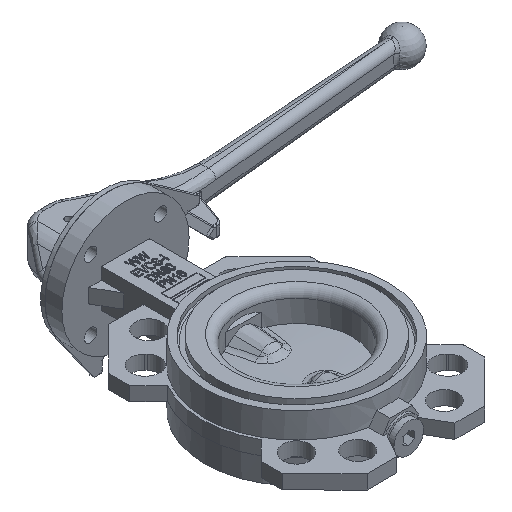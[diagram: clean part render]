
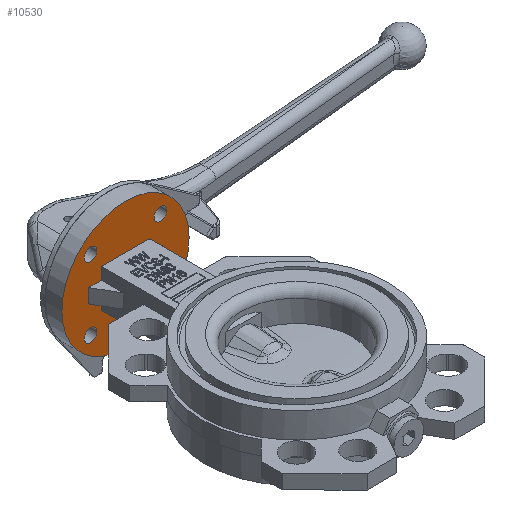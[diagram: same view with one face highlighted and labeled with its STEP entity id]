
A CAD part, isometric view. The second image highlights one B-rep face of the part: STEP entity #10530.
In plain terms, the highlighted planar face has unit normal (0, -1, 0).
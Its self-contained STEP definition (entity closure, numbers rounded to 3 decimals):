
#164=FACE_BOUND('',#1866,.T.);
#165=FACE_BOUND('',#1867,.T.);
#166=FACE_BOUND('',#1868,.T.);
#167=FACE_BOUND('',#1869,.T.);
#168=FACE_BOUND('',#1870,.T.);
#358=PLANE('',#11404);
#1235=FACE_OUTER_BOUND('',#1865,.T.);
#1865=EDGE_LOOP('',(#8300));
#1866=EDGE_LOOP('',(#8301,#8302,#8303,#8304,#8305,#8306,#8307,#8308,#8309,
#8310,#8311,#8312));
#1867=EDGE_LOOP('',(#8313));
#1868=EDGE_LOOP('',(#8314));
#1869=EDGE_LOOP('',(#8315));
#1870=EDGE_LOOP('',(#8316));
#2494=LINE('',#18887,#3366);
#2679=LINE('',#20280,#3551);
#2681=LINE('',#20285,#3553);
#2682=LINE('',#20287,#3554);
#2683=LINE('',#20288,#3555);
#2684=LINE('',#20290,#3556);
#2685=LINE('',#20292,#3557);
#2686=LINE('',#20294,#3558);
#2687=LINE('',#20296,#3559);
#2688=LINE('',#20297,#3560);
#2689=LINE('',#20299,#3561);
#2690=LINE('',#20300,#3562);
#3366=VECTOR('',#12940,1000.);
#3551=VECTOR('',#13191,1000.);
#3553=VECTOR('',#13195,1000.);
#3554=VECTOR('',#13196,1000.);
#3555=VECTOR('',#13197,1000.);
#3556=VECTOR('',#13198,1000.);
#3557=VECTOR('',#13199,1000.);
#3558=VECTOR('',#13200,1000.);
#3559=VECTOR('',#13201,1000.);
#3560=VECTOR('',#13202,1000.);
#3561=VECTOR('',#13203,1000.);
#3562=VECTOR('',#13204,1000.);
#4196=CIRCLE('',#11291,4.5);
#4198=CIRCLE('',#11294,4.5);
#4200=CIRCLE('',#11297,4.5);
#4202=CIRCLE('',#11300,4.5);
#4205=CIRCLE('',#11304,45.);
#4676=VERTEX_POINT('',#18636);
#4678=VERTEX_POINT('',#18642);
#4680=VERTEX_POINT('',#18648);
#4682=VERTEX_POINT('',#18654);
#4685=VERTEX_POINT('',#18662);
#4748=VERTEX_POINT('',#18884);
#4749=VERTEX_POINT('',#18886);
#4984=VERTEX_POINT('',#20277);
#4985=VERTEX_POINT('',#20279);
#4986=VERTEX_POINT('',#20283);
#4987=VERTEX_POINT('',#20284);
#4988=VERTEX_POINT('',#20286);
#4989=VERTEX_POINT('',#20289);
#4990=VERTEX_POINT('',#20291);
#4991=VERTEX_POINT('',#20293);
#4992=VERTEX_POINT('',#20295);
#4993=VERTEX_POINT('',#20298);
#5847=EDGE_CURVE('',#4676,#4676,#4196,.T.);
#5850=EDGE_CURVE('',#4678,#4678,#4198,.T.);
#5853=EDGE_CURVE('',#4680,#4680,#4200,.T.);
#5856=EDGE_CURVE('',#4682,#4682,#4202,.T.);
#5861=EDGE_CURVE('',#4685,#4685,#4205,.T.);
#5952=EDGE_CURVE('',#4748,#4749,#2494,.T.);
#6213=EDGE_CURVE('',#4984,#4985,#2679,.T.);
#6215=EDGE_CURVE('',#4986,#4987,#2681,.T.);
#6216=EDGE_CURVE('',#4988,#4986,#2682,.T.);
#6217=EDGE_CURVE('',#4749,#4988,#2683,.T.);
#6218=EDGE_CURVE('',#4748,#4989,#2684,.T.);
#6219=EDGE_CURVE('',#4990,#4989,#2685,.T.);
#6220=EDGE_CURVE('',#4990,#4991,#2686,.T.);
#6221=EDGE_CURVE('',#4991,#4992,#2687,.T.);
#6222=EDGE_CURVE('',#4992,#4985,#2688,.T.);
#6223=EDGE_CURVE('',#4993,#4984,#2689,.T.);
#6224=EDGE_CURVE('',#4993,#4987,#2690,.T.);
#8300=ORIENTED_EDGE('',*,*,#5861,.F.);
#8301=ORIENTED_EDGE('',*,*,#6215,.F.);
#8302=ORIENTED_EDGE('',*,*,#6216,.F.);
#8303=ORIENTED_EDGE('',*,*,#6217,.F.);
#8304=ORIENTED_EDGE('',*,*,#5952,.F.);
#8305=ORIENTED_EDGE('',*,*,#6218,.T.);
#8306=ORIENTED_EDGE('',*,*,#6219,.F.);
#8307=ORIENTED_EDGE('',*,*,#6220,.T.);
#8308=ORIENTED_EDGE('',*,*,#6221,.T.);
#8309=ORIENTED_EDGE('',*,*,#6222,.T.);
#8310=ORIENTED_EDGE('',*,*,#6213,.F.);
#8311=ORIENTED_EDGE('',*,*,#6223,.F.);
#8312=ORIENTED_EDGE('',*,*,#6224,.T.);
#8313=ORIENTED_EDGE('',*,*,#5847,.T.);
#8314=ORIENTED_EDGE('',*,*,#5850,.T.);
#8315=ORIENTED_EDGE('',*,*,#5853,.T.);
#8316=ORIENTED_EDGE('',*,*,#5856,.T.);
#10530=ADVANCED_FACE('',(#1235,#164,#165,#166,#167,#168),#358,.F.);
#11291=AXIS2_PLACEMENT_3D('',#18637,#12743,#12744);
#11294=AXIS2_PLACEMENT_3D('',#18643,#12750,#12751);
#11297=AXIS2_PLACEMENT_3D('',#18649,#12757,#12758);
#11300=AXIS2_PLACEMENT_3D('',#18655,#12764,#12765);
#11304=AXIS2_PLACEMENT_3D('',#18664,#12774,#12775);
#11404=AXIS2_PLACEMENT_3D('',#20282,#13193,#13194);
#12743=DIRECTION('center_axis',(0.,1.,0.));
#12744=DIRECTION('ref_axis',(0.,0.,1.));
#12750=DIRECTION('center_axis',(0.,1.,0.));
#12751=DIRECTION('ref_axis',(0.,0.,1.));
#12757=DIRECTION('center_axis',(0.,1.,0.));
#12758=DIRECTION('ref_axis',(0.,0.,1.));
#12764=DIRECTION('center_axis',(0.,1.,0.));
#12765=DIRECTION('ref_axis',(0.,0.,1.));
#12774=DIRECTION('center_axis',(0.,1.,0.));
#12775=DIRECTION('ref_axis',(0.,0.,1.));
#12940=DIRECTION('',(-1.,0.,0.));
#13191=DIRECTION('',(1.,0.,0.));
#13193=DIRECTION('center_axis',(0.,1.,0.));
#13194=DIRECTION('ref_axis',(0.,0.,1.));
#13195=DIRECTION('',(0.,0.,-1.));
#13196=DIRECTION('',(-1.,0.,0.));
#13197=DIRECTION('',(0.,0.,-1.));
#13198=DIRECTION('',(0.,0.,-1.));
#13199=DIRECTION('',(-1.,0.,0.));
#13200=DIRECTION('',(0.,0.,-1.));
#13201=DIRECTION('',(-1.,0.,0.));
#13202=DIRECTION('',(0.,0.,-1.));
#13203=DIRECTION('',(0.,0.,-1.));
#13204=DIRECTION('',(-1.,0.,0.));
#18636=CARTESIAN_POINT('',(-24.749,121.,-29.249));
#18637=CARTESIAN_POINT('Origin',(-24.749,121.,-24.749));
#18642=CARTESIAN_POINT('',(-24.749,121.,20.249));
#18643=CARTESIAN_POINT('Origin',(-24.749,121.,24.749));
#18648=CARTESIAN_POINT('',(24.749,121.,20.249));
#18649=CARTESIAN_POINT('Origin',(24.749,121.,24.749));
#18654=CARTESIAN_POINT('',(24.749,121.,-29.249));
#18655=CARTESIAN_POINT('Origin',(24.749,121.,-24.749));
#18662=CARTESIAN_POINT('',(0.,121.,-45.));
#18664=CARTESIAN_POINT('Origin',(0.,121.,0.));
#18884=CARTESIAN_POINT('',(17.,121.,13.5));
#18886=CARTESIAN_POINT('',(-17.,121.,13.5));
#18887=CARTESIAN_POINT('',(7.794,121.,13.5));
#20277=CARTESIAN_POINT('',(-17.,121.,-13.5));
#20279=CARTESIAN_POINT('',(17.,121.,-13.5));
#20280=CARTESIAN_POINT('',(-7.794,121.,-13.5));
#20282=CARTESIAN_POINT('Origin',(0.,121.,0.));
#20283=CARTESIAN_POINT('',(-26.,121.,5.));
#20284=CARTESIAN_POINT('',(-26.,121.,-5.));
#20285=CARTESIAN_POINT('',(-26.,121.,5.));
#20286=CARTESIAN_POINT('',(-17.,121.,5.));
#20287=CARTESIAN_POINT('',(26.,121.,5.));
#20288=CARTESIAN_POINT('',(-17.,121.,13.5));
#20289=CARTESIAN_POINT('',(17.,121.,5.));
#20290=CARTESIAN_POINT('',(17.,121.,13.5));
#20291=CARTESIAN_POINT('',(26.,121.,5.));
#20292=CARTESIAN_POINT('',(26.,121.,5.));
#20293=CARTESIAN_POINT('',(26.,121.,-5.));
#20294=CARTESIAN_POINT('',(26.,121.,5.));
#20295=CARTESIAN_POINT('',(17.,121.,-5.));
#20296=CARTESIAN_POINT('',(26.,121.,-5.));
#20297=CARTESIAN_POINT('',(17.,121.,13.5));
#20298=CARTESIAN_POINT('',(-17.,121.,-5.));
#20299=CARTESIAN_POINT('',(-17.,121.,13.5));
#20300=CARTESIAN_POINT('',(26.,121.,-5.));
